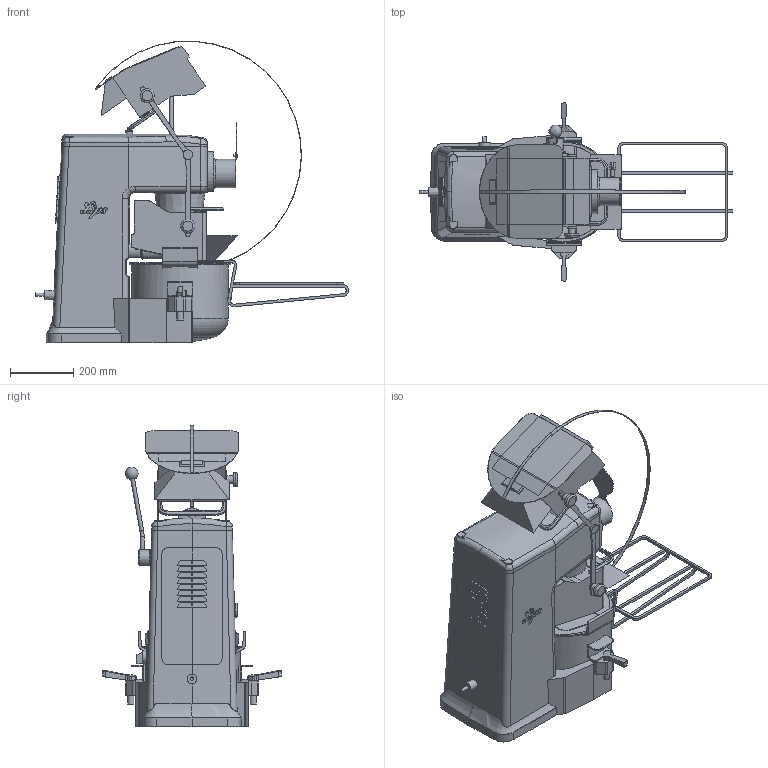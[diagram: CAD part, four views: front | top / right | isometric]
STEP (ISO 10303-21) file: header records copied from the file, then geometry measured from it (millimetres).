
FILE_DESCRIPTION(/* description */ ('Unknown'),/* implementation_level */ '2;1');
FILE_NAME(/* name */ 'C3D-Piccolo 3-C',/* time_stamp */ '2022-03-30T14:11:44+02:00',/* author */ ('Rotor Lips AG'),/* organization */ ('Unknown'),/* preprocessor_version */ 'ST-DEVELOPER v16.7',/* originating_system */ 'Solid Edge',/* authorisation */ 'Unknown');
FILE_SCHEMA (('AUTOMOTIVE_DESIGN {1 0 10303 214 3 1 1}'));
Products named in the file (1): VS33002_E_Vereinfachung
Bounding box: 990.87 x 564.49 x 953.74 mm (x, y, z)
Volume: 88291715.4 mm3; surface area: 2501902.7 mm2
Topology: 3 solids, 3 shells, 1658 faces, 4763 edges, 3132 vertices
Faces by surface type: plane 1084, bspline 281, cylinder 249, torus 22, cone 20, sphere 2
Full cylindrical faces by diameter (mm): 6.2 x1, 9.5 x1, 11 x1, 12 x3, 13 x1, 20 x3, 21.5 x2, 22 x1, 24 x2, 30 x2, 30.4 x1, 39 x1, 40 x1, 44.198 x2, 50 x1, 52 x1, 65 x1, 90 x1, 305.004 x1
Entity records: 74265 total; most frequent: CARTESIAN_POINT 21031, ORIENTED_EDGE 9368, DIRECTION 7492, EDGE_CURVE 4684, LINE 3396, VECTOR 3396, VERTEX_POINT 3110, AXIS2_PLACEMENT_3D 2048
